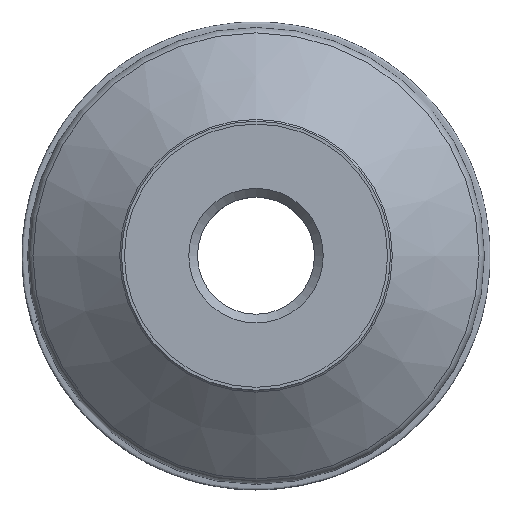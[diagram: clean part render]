
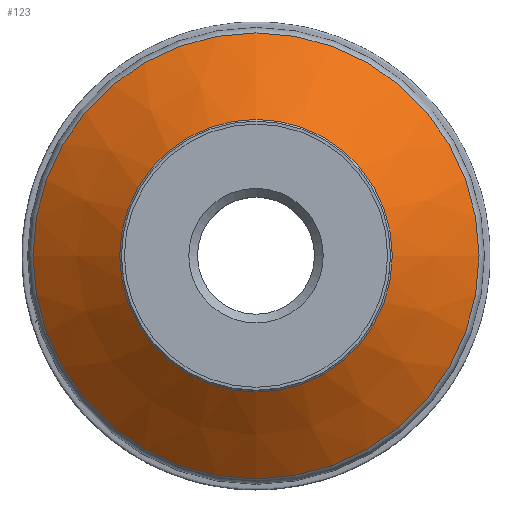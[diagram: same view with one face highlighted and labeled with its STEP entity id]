
A CAD part, top view. The second image highlights one B-rep face of the part: STEP entity #123.
In plain terms, the highlighted conical face has half-angle 50.999 degrees and reference radius 45.5 mm.
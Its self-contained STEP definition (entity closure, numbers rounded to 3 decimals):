
#123=ADVANCED_FACE('TB_IB_SU3',(#157,#158),#148,.T.);
#148=CONICAL_SURFACE('',#557,45.5,50.999);
#157=FACE_BOUND('',#208,.T.);
#158=FACE_BOUND('',#209,.T.);
#208=EDGE_LOOP('',(#258));
#209=EDGE_LOOP('',(#259));
#258=ORIENTED_EDGE('',*,*,#334,.T.);
#259=ORIENTED_EDGE('',*,*,#335,.T.);
#308=VERTEX_POINT('',#789);
#309=VERTEX_POINT('',#791);
#334=EDGE_CURVE('',#308,#308,#359,.T.);
#335=EDGE_CURVE('',#309,#309,#360,.T.);
#359=CIRCLE('',#555,46.612);
#360=CIRCLE('',#556,76.247);
#555=AXIS2_PLACEMENT_3D('',#788,#649,#650);
#556=AXIS2_PLACEMENT_3D('',#790,#651,#652);
#557=AXIS2_PLACEMENT_3D('',#792,#653,#654);
#649=DIRECTION('',(0.,0.,-1.));
#650=DIRECTION('',(-1.,0.,0.));
#651=DIRECTION('',(0.,0.,1.));
#652=DIRECTION('',(1.,0.,0.));
#653=DIRECTION('',(0.,0.,-1.));
#654=DIRECTION('',(-1.,0.,0.));
#788=CARTESIAN_POINT('',(0.,0.,-18.401));
#789=CARTESIAN_POINT('',(-46.612,0.,-18.401));
#790=CARTESIAN_POINT('',(0.,0.,-42.399));
#791=CARTESIAN_POINT('',(76.247,0.,-42.399));
#792=CARTESIAN_POINT('',(0.,0.,-17.5));
